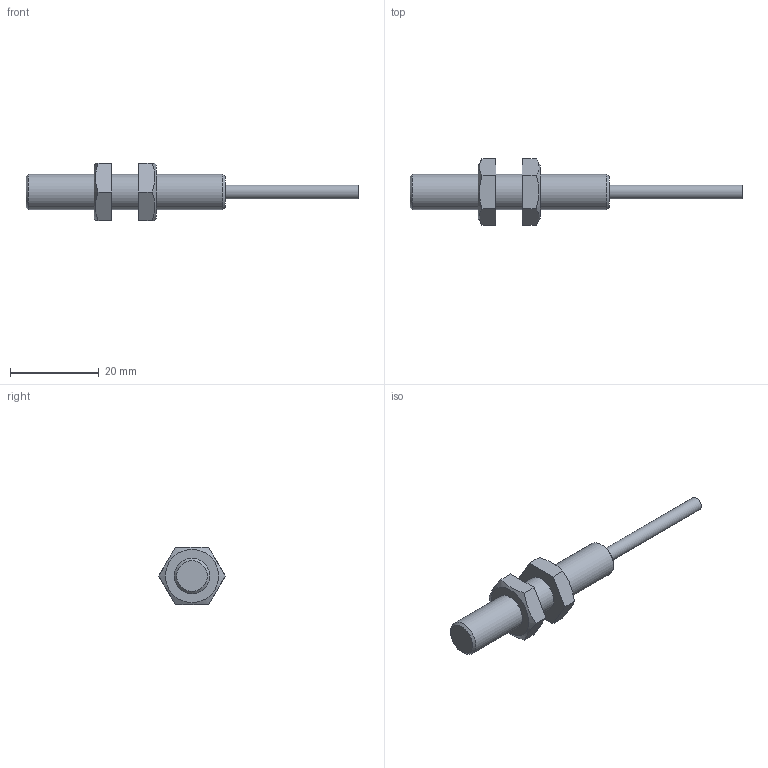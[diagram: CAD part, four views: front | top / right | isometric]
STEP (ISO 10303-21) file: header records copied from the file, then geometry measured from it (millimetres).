
FILE_DESCRIPTION(('FreeCAD Model'),'2;1');
FILE_NAME('DCC_08_M_03_PSK-K2.0-IBSL.step','2017-01-18T09:46:16',( 'FreeCAD'),('FreeCAD'),'Open CASCADE STEP processor 6.7','FreeCAD', 'Unknown');
FILE_SCHEMA(('AUTOMOTIVE_DESIGN_CC2 { 1 2 10303 214 -1 1 5 4 }'));
Length unit declared in the file: millimetre
Products named in the file (1): DCC_08_M_03_PSK-K2.0-IBSL
Bounding box: 75 x 15.01 x 13 mm (x, y, z)
Volume: 3232.7 mm3; surface area: 2018.2 mm2
Topology: 1 solids, 1 shells, 27 faces, 58 edges, 38 vertices
Faces by surface type: plane 19, cone 4, cylinder 4
Full cylindrical faces by diameter (mm): 3.1 x1, 8 x3
Entity records: 1917 total; most frequent: CARTESIAN_POINT 630, DIRECTION 179, ORIENTED_EDGE 116, PCURVE 116, DEFINITIONAL_REPRESENTATION 116, LINE 88, VECTOR 88, EDGE_CURVE 58
